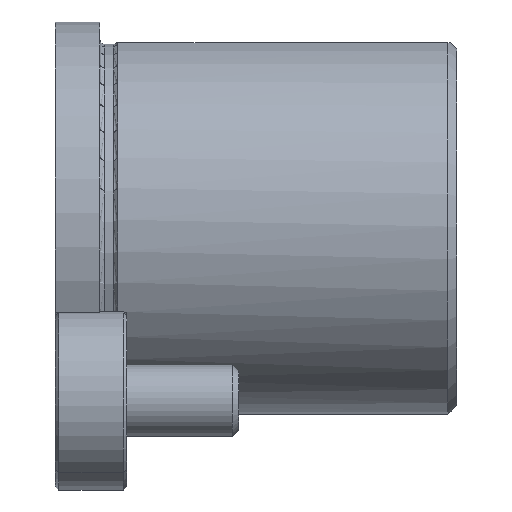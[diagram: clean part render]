
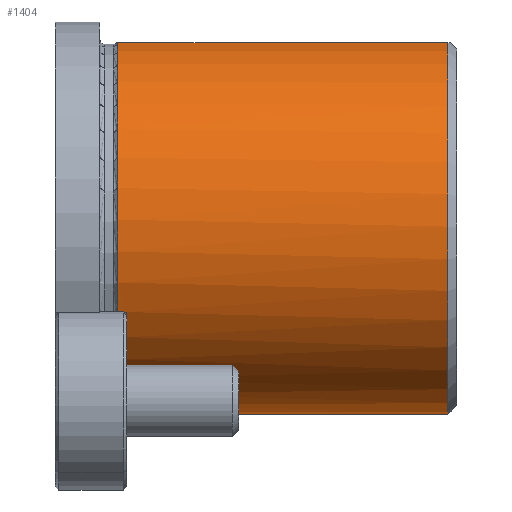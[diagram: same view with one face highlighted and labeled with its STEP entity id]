
A CAD part, left-side view. The second image highlights one B-rep face of the part: STEP entity #1404.
In plain terms, the highlighted cylindrical face has radius 21 mm (diameter 42 mm), a partial arc.
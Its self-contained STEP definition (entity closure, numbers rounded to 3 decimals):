
#28 = EDGE_CURVE ( 'NONE', #761, #573, #596, .T. ) ;
#83 = CARTESIAN_POINT ( 'NONE',  ( -3.537, -39., 20.7 ) ) ;
#110 = EDGE_CURVE ( 'NONE', #2266, #486, #1977, .T. ) ;
#130 = CARTESIAN_POINT ( 'NONE',  ( -18.713, -3., -9.531 ) ) ;
#142 = DIRECTION ( 'NONE',  ( 0., -1., 0. ) ) ;
#164 = CARTESIAN_POINT ( 'NONE',  ( 0., -39., 0. ) ) ;
#166 = CARTESIAN_POINT ( 'NONE',  ( -18.713, -2., -9.531 ) ) ;
#250 = VERTEX_POINT ( 'NONE', #1848 ) ;
#271 = AXIS2_PLACEMENT_3D ( 'NONE', #699, #1953, #1779 ) ;
#293 = CARTESIAN_POINT ( 'NONE',  ( 0., -39., 0. ) ) ;
#304 = AXIS2_PLACEMENT_3D ( 'NONE', #1640, #1817, #1825 ) ;
#330 = VERTEX_POINT ( 'NONE', #407 ) ;
#333 = DIRECTION ( 'NONE',  ( 0., 1., 0. ) ) ;
#351 = CARTESIAN_POINT ( 'NONE',  ( 0., -3., 0. ) ) ;
#355 = ORIENTED_EDGE ( 'NONE', *, *, #28, .F. ) ;
#366 = CARTESIAN_POINT ( 'NONE',  ( -9.531, -2., -18.713 ) ) ;
#407 = CARTESIAN_POINT ( 'NONE',  ( -9.531, -3., -18.713 ) ) ;
#426 = ORIENTED_EDGE ( 'NONE', *, *, #1265, .T. ) ;
#428 = CARTESIAN_POINT ( 'NONE',  ( -9.531, 1., -18.713 ) ) ;
#461 = ORIENTED_EDGE ( 'NONE', *, *, #673, .T. ) ;
#467 = ORIENTED_EDGE ( 'NONE', *, *, #1845, .T. ) ;
#486 = VERTEX_POINT ( 'NONE', #130 ) ;
#493 = EDGE_CURVE ( 'NONE', #330, #486, #1880, .T. ) ;
#507 = LINE ( 'NONE', #428, #1877 ) ;
#564 = AXIS2_PLACEMENT_3D ( 'NONE', #1153, #1688, #1857 ) ;
#573 = VERTEX_POINT ( 'NONE', #1614 ) ;
#596 = LINE ( 'NONE', #1390, #1373 ) ;
#612 = ORIENTED_EDGE ( 'NONE', *, *, #721, .T. ) ;
#624 = CARTESIAN_POINT ( 'NONE',  ( 0., -39., -21. ) ) ;
#642 = CARTESIAN_POINT ( 'NONE',  ( 0., -2., 0. ) ) ;
#673 = EDGE_CURVE ( 'NONE', #330, #2031, #507, .T. ) ;
#699 = CARTESIAN_POINT ( 'NONE',  ( 0., -2., 0. ) ) ;
#715 = DIRECTION ( 'NONE',  ( 0., 0., 1. ) ) ;
#721 = EDGE_CURVE ( 'NONE', #761, #1754, #1945, .T. ) ;
#761 = VERTEX_POINT ( 'NONE', #1727 ) ;
#784 = AXIS2_PLACEMENT_3D ( 'NONE', #642, #142, #811 ) ;
#801 = VERTEX_POINT ( 'NONE', #1196 ) ;
#811 = DIRECTION ( 'NONE',  ( 0., 0., -1. ) ) ;
#941 = AXIS2_PLACEMENT_3D ( 'NONE', #351, #1786, #715 ) ;
#968 = VECTOR ( 'NONE', #1943, 1000. ) ;
#972 = DIRECTION ( 'NONE',  ( 0., -1., 0. ) ) ;
#998 = CYLINDRICAL_SURFACE ( 'NONE', #304, 21. ) ;
#1010 = ORIENTED_EDGE ( 'NONE', *, *, #2085, .T. ) ;
#1085 = CIRCLE ( 'NONE', #271, 21. ) ;
#1091 = EDGE_CURVE ( 'NONE', #250, #2296, #2209, .T. ) ;
#1150 = CARTESIAN_POINT ( 'NONE',  ( -3.537, -40., 20.7 ) ) ;
#1151 = EDGE_LOOP ( 'NONE', ( #612, #2311, #1548, #426, #2105, #2095, #461, #467, #1010, #355 ) ) ;
#1153 = CARTESIAN_POINT ( 'NONE',  ( 0., -2., 0. ) ) ;
#1196 = CARTESIAN_POINT ( 'NONE',  ( 0., -2., -21. ) ) ;
#1200 = CIRCLE ( 'NONE', #784, 21. ) ;
#1245 = EDGE_CURVE ( 'NONE', #1754, #2296, #2180, .T. ) ;
#1265 = EDGE_CURVE ( 'NONE', #250, #2266, #1085, .T. ) ;
#1306 = CIRCLE ( 'NONE', #564, 21. ) ;
#1367 = DIRECTION ( 'NONE',  ( 0., 1., 0. ) ) ;
#1373 = VECTOR ( 'NONE', #333, 1000. ) ;
#1390 = CARTESIAN_POINT ( 'NONE',  ( 3.537, -40., 20.7 ) ) ;
#1404 = ADVANCED_FACE ( 'NONE', ( #2021 ), #998, .T. ) ;
#1536 = AXIS2_PLACEMENT_3D ( 'NONE', #164, #1749, #1764 ) ;
#1548 = ORIENTED_EDGE ( 'NONE', *, *, #1091, .F. ) ;
#1591 = CARTESIAN_POINT ( 'NONE',  ( -18.713, 1., -9.531 ) ) ;
#1614 = CARTESIAN_POINT ( 'NONE',  ( 3.537, -2., 20.7 ) ) ;
#1640 = CARTESIAN_POINT ( 'NONE',  ( 0., -40., 0. ) ) ;
#1682 = DIRECTION ( 'NONE',  ( 0., 1., 0. ) ) ;
#1688 = DIRECTION ( 'NONE',  ( 0., -1., 0. ) ) ;
#1727 = CARTESIAN_POINT ( 'NONE',  ( 3.537, -39., 20.7 ) ) ;
#1749 = DIRECTION ( 'NONE',  ( 0., 1., 0. ) ) ;
#1754 = VERTEX_POINT ( 'NONE', #624 ) ;
#1764 = DIRECTION ( 'NONE',  ( 0., 0., -1. ) ) ;
#1779 = DIRECTION ( 'NONE',  ( 0., 0., -1. ) ) ;
#1786 = DIRECTION ( 'NONE',  ( 0., 1., 0. ) ) ;
#1817 = DIRECTION ( 'NONE',  ( 0., 1., 0. ) ) ;
#1825 = DIRECTION ( 'NONE',  ( 0., 0., 1. ) ) ;
#1845 = EDGE_CURVE ( 'NONE', #2031, #801, #1200, .T. ) ;
#1848 = CARTESIAN_POINT ( 'NONE',  ( -3.537, -2., 20.7 ) ) ;
#1857 = DIRECTION ( 'NONE',  ( 0., 0., -1. ) ) ;
#1877 = VECTOR ( 'NONE', #1682, 1000. ) ;
#1880 = CIRCLE ( 'NONE', #941, 21. ) ;
#1943 = DIRECTION ( 'NONE',  ( 0., -1., 0. ) ) ;
#1945 = CIRCLE ( 'NONE', #1963, 21. ) ;
#1953 = DIRECTION ( 'NONE',  ( 0., -1., 0. ) ) ;
#1963 = AXIS2_PLACEMENT_3D ( 'NONE', #293, #1367, #2247 ) ;
#1977 = LINE ( 'NONE', #1591, #968 ) ;
#2021 = FACE_OUTER_BOUND ( 'NONE', #1151, .T. ) ;
#2031 = VERTEX_POINT ( 'NONE', #366 ) ;
#2051 = VECTOR ( 'NONE', #972, 1000. ) ;
#2085 = EDGE_CURVE ( 'NONE', #801, #573, #1306, .T. ) ;
#2095 = ORIENTED_EDGE ( 'NONE', *, *, #493, .F. ) ;
#2105 = ORIENTED_EDGE ( 'NONE', *, *, #110, .T. ) ;
#2180 = CIRCLE ( 'NONE', #1536, 21. ) ;
#2209 = LINE ( 'NONE', #1150, #2051 ) ;
#2247 = DIRECTION ( 'NONE',  ( 0., 0., -1. ) ) ;
#2266 = VERTEX_POINT ( 'NONE', #166 ) ;
#2296 = VERTEX_POINT ( 'NONE', #83 ) ;
#2311 = ORIENTED_EDGE ( 'NONE', *, *, #1245, .T. ) ;
